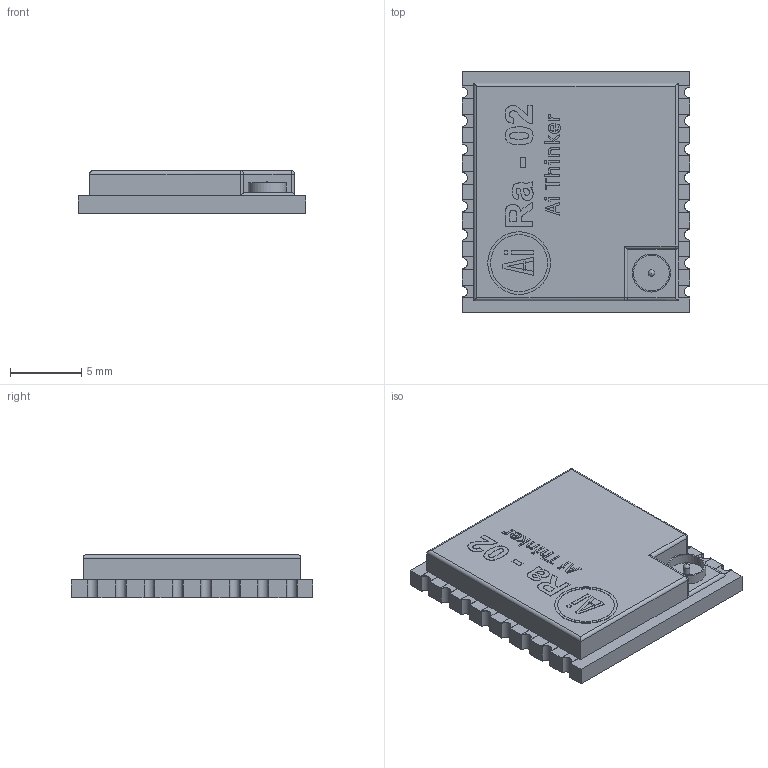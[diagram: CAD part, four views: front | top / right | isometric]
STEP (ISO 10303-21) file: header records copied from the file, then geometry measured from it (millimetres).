
FILE_DESCRIPTION(/* description */ (''),/* implementation_level */ '2;1');
FILE_NAME(/* name */ 'LoRa_Module_RA-02_AiThinker.step',/* time_stamp */ '2020-08-19T11:03:30+06:00',/* author */ (''),/* organization */ (''),/* preprocessor_version */ 'ST-DEVELOPER v18.1',/* originating_system */ 'Autodesk Translation Framework v9.3.0.1241',/* authorisation */ '');
FILE_SCHEMA (('AUTOMOTIVE_DESIGN { 1 0 10303 214 3 1 1 }'));
Length unit declared in the file: millimetre
Products named in the file (1): LoRa_Module_RA-02
Bounding box: 16 x 17 x 3.03 mm (x, y, z)
Volume: 702.8 mm3; surface area: 749.9 mm2
Topology: 9 solids, 9 shells, 440 faces, 1169 edges, 772 vertices
Faces by surface type: plane 261, bspline 132, cylinder 44, sphere 3
Full cylindrical faces by diameter (mm): 0.45 x1, 2.5 x1, 2.67 x1, 4 x1, 4.4 x1
Entity records: 14804 total; most frequent: CARTESIAN_POINT 4613, ORIENTED_EDGE 2320, DIRECTION 1592, EDGE_CURVE 1160, LINE 818, VECTOR 818, VERTEX_POINT 768, EDGE_LOOP 470
